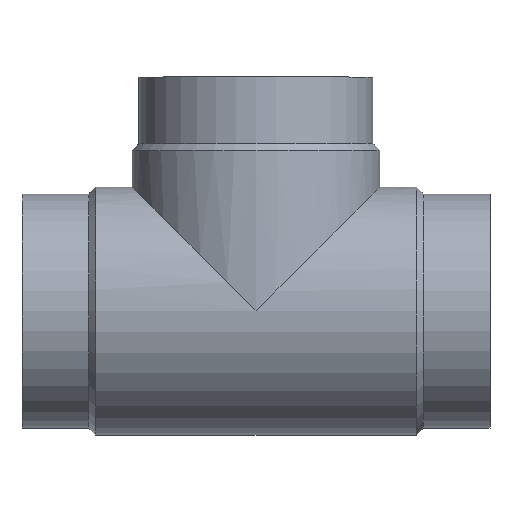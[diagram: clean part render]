
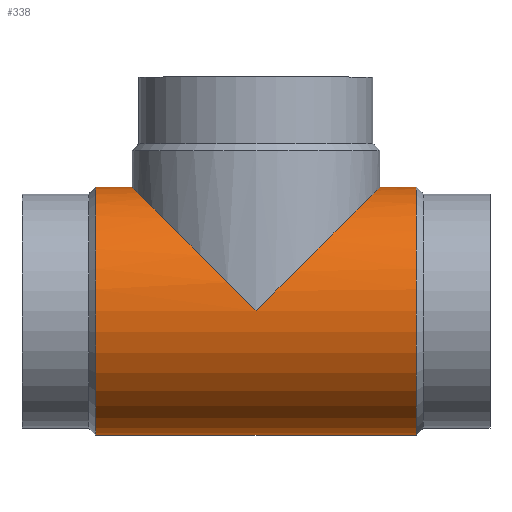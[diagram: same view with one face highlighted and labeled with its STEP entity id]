
A CAD part, top view. The second image highlights one B-rep face of the part: STEP entity #338.
In plain terms, the highlighted cylindrical face has radius 105.95 mm (diameter 211.9 mm), a partial arc.
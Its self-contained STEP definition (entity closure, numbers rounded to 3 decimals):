
#156 = EDGE_CURVE( '', #238, #270, #400, .T. );
#184 = VERTEX_POINT( '', #432 );
#186 = VERTEX_POINT( '', #434 );
#198 = EDGE_CURVE( '', #246, #354, #446, .T. );
#230 = EDGE_CURVE( '', #270, #186, #484, .T. );
#238 = VERTEX_POINT( '', #493 );
#246 = VERTEX_POINT( '', #501 );
#270 = VERTEX_POINT( '', #528 );
#274 = EDGE_CURVE( '', #186, #184, #532, .T. );
#298 = EDGE_CURVE( '', #246, #300, #559, .T. );
#300 = VERTEX_POINT( '', #561 );
#338 = ADVANCED_FACE( '', ( #604 ), #605, .T. );
#352 = EDGE_CURVE( '', #184, #300, #619, .T. );
#354 = VERTEX_POINT( '', #621 );
#356 = EDGE_CURVE( '', #354, #238, #623, .T. );
#400 = LINE( '', #661, #662 );
#432 = CARTESIAN_POINT( '', ( -305.95, 105.95, 0. ) );
#434 = CARTESIAN_POINT( '', ( -200., 0., 105.95 ) );
#446 = LINE( '', #721, #722 );
#484 = ELLIPSE( '', #771, 149.836, 105.95 );
#493 = CARTESIAN_POINT( '', ( -62.95, 105.95, 0. ) );
#501 = CARTESIAN_POINT( '', ( -337.05, -105.95, 0. ) );
#528 = CARTESIAN_POINT( '', ( -94.05, 105.95, 0. ) );
#532 = ELLIPSE( '', #835, 149.836, 105.95 );
#559 = CIRCLE( '', #873, 105.95 );
#561 = CARTESIAN_POINT( '', ( -337.05, 105.95, 0. ) );
#604 = FACE_OUTER_BOUND( '', #929, .T. );
#605 = CYLINDRICAL_SURFACE( '', #930, 105.95 );
#619 = LINE( '', #951, #952 );
#621 = CARTESIAN_POINT( '', ( -62.95, -105.95, 0. ) );
#623 = CIRCLE( '', #957, 105.95 );
#661 = CARTESIAN_POINT( '', ( -200., 105.95, 0. ) );
#662 = VECTOR( '', #990, 1. );
#721 = CARTESIAN_POINT( '', ( -200., -105.95, 0. ) );
#722 = VECTOR( '', #1035, 1. );
#771 = AXIS2_PLACEMENT_3D( '', #1093, #1094, #1095 );
#835 = AXIS2_PLACEMENT_3D( '', #1154, #1155, #1156 );
#873 = AXIS2_PLACEMENT_3D( '', #1197, #1198, #1199 );
#929 = EDGE_LOOP( '', ( #1260, #1261, #1262, #1263, #1264, #1265, #1266 ) );
#930 = AXIS2_PLACEMENT_3D( '', #1267, #1268, #1269 );
#951 = CARTESIAN_POINT( '', ( -200., 105.95, 0. ) );
#952 = VECTOR( '', #1283, 1. );
#957 = AXIS2_PLACEMENT_3D( '', #1284, #1285, #1286 );
#990 = DIRECTION( '', ( -1., 0., 0. ) );
#1035 = DIRECTION( '', ( 1., 0., 0. ) );
#1093 = CARTESIAN_POINT( '', ( -200., 0., 0. ) );
#1094 = DIRECTION( '', ( 0.707, -0.707, 0. ) );
#1095 = DIRECTION( '', ( 0.707, 0.707, 0. ) );
#1154 = CARTESIAN_POINT( '', ( -200., 0., 0. ) );
#1155 = DIRECTION( '', ( -0.707, -0.707, 0. ) );
#1156 = DIRECTION( '', ( 0.707, -0.707, 0. ) );
#1197 = CARTESIAN_POINT( '', ( -337.05, 0., 0. ) );
#1198 = DIRECTION( '', ( -1., 0., 0. ) );
#1199 = DIRECTION( '', ( 0., 1., 0. ) );
#1260 = ORIENTED_EDGE( '', *, *, #156, .T. );
#1261 = ORIENTED_EDGE( '', *, *, #230, .T. );
#1262 = ORIENTED_EDGE( '', *, *, #274, .T. );
#1263 = ORIENTED_EDGE( '', *, *, #352, .T. );
#1264 = ORIENTED_EDGE( '', *, *, #298, .F. );
#1265 = ORIENTED_EDGE( '', *, *, #198, .T. );
#1266 = ORIENTED_EDGE( '', *, *, #356, .T. );
#1267 = CARTESIAN_POINT( '', ( -200., 0., 0. ) );
#1268 = DIRECTION( '', ( 1., 0., 0. ) );
#1269 = DIRECTION( '', ( 0., 1., 0. ) );
#1283 = DIRECTION( '', ( -1., 0., 0. ) );
#1284 = CARTESIAN_POINT( '', ( -62.95, 0., 0. ) );
#1285 = DIRECTION( '', ( -1., 0., 0. ) );
#1286 = DIRECTION( '', ( 0., 1., 0. ) );
